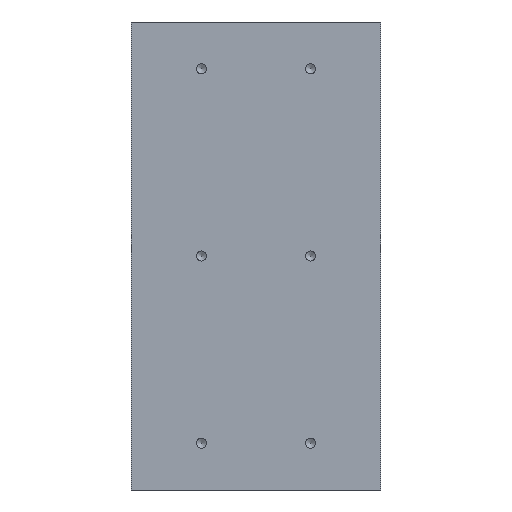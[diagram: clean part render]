
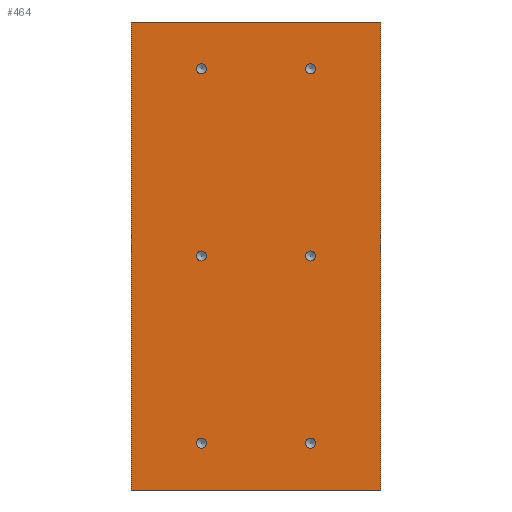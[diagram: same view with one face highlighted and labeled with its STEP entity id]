
A CAD part, front view. The second image highlights one B-rep face of the part: STEP entity #464.
In plain terms, the highlighted planar face has unit normal (0, -1, 0).
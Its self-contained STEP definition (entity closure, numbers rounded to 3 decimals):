
#464 = ADVANCED_FACE( '', ( #1156, #1157, #1158, #1159, #1160, #1161, #1162 ), #1163, .T. );
#1156 = FACE_BOUND( '', #2087, .T. );
#1157 = FACE_BOUND( '', #2088, .T. );
#1158 = FACE_BOUND( '', #2089, .T. );
#1159 = FACE_BOUND( '', #2090, .T. );
#1160 = FACE_BOUND( '', #2091, .T. );
#1161 = FACE_BOUND( '', #2092, .T. );
#1162 = FACE_OUTER_BOUND( '', #2093, .T. );
#1163 = PLANE( '', #2094 );
#2087 = EDGE_LOOP( '', ( #3446 ) );
#2088 = EDGE_LOOP( '', ( #3447 ) );
#2089 = EDGE_LOOP( '', ( #3448 ) );
#2090 = EDGE_LOOP( '', ( #3449 ) );
#2091 = EDGE_LOOP( '', ( #3450 ) );
#2092 = EDGE_LOOP( '', ( #3451 ) );
#2093 = EDGE_LOOP( '', ( #3452, #3453, #3454, #3455 ) );
#2094 = AXIS2_PLACEMENT_3D( '', #3456, #3457, #3458 );
#3446 = ORIENTED_EDGE( '', *, *, #6170, .T. );
#3447 = ORIENTED_EDGE( '', *, *, #6171, .T. );
#3448 = ORIENTED_EDGE( '', *, *, #6007, .T. );
#3449 = ORIENTED_EDGE( '', *, *, #6172, .T. );
#3450 = ORIENTED_EDGE( '', *, *, #6173, .T. );
#3451 = ORIENTED_EDGE( '', *, *, #6174, .T. );
#3452 = ORIENTED_EDGE( '', *, *, #6175, .F. );
#3453 = ORIENTED_EDGE( '', *, *, #6176, .F. );
#3454 = ORIENTED_EDGE( '', *, *, #6177, .T. );
#3455 = ORIENTED_EDGE( '', *, *, #6178, .T. );
#3456 = CARTESIAN_POINT( '', ( 177.99, 0., 300. ) );
#3457 = DIRECTION( '', ( 0., -1., 0. ) );
#3458 = DIRECTION( '', ( 1., 0., 0. ) );
#6007 = EDGE_CURVE( '', #7382, #7382, #7383, .T. );
#6170 = EDGE_CURVE( '', #7653, #7653, #7654, .T. );
#6171 = EDGE_CURVE( '', #7655, #7655, #7656, .T. );
#6172 = EDGE_CURVE( '', #7657, #7657, #7658, .T. );
#6173 = EDGE_CURVE( '', #7659, #7659, #7660, .T. );
#6174 = EDGE_CURVE( '', #7661, #7661, #7662, .T. );
#6175 = EDGE_CURVE( '', #7663, #7664, #7665, .T. );
#6176 = EDGE_CURVE( '', #7666, #7663, #7667, .T. );
#6177 = EDGE_CURVE( '', #7666, #7668, #7669, .T. );
#6178 = EDGE_CURVE( '', #7668, #7664, #7670, .T. );
#7382 = VERTEX_POINT( '', #9314 );
#7383 = CIRCLE( '', #9315, 3.25 );
#7653 = VERTEX_POINT( '', #9691 );
#7654 = CIRCLE( '', #9692, 3.25 );
#7655 = VERTEX_POINT( '', #9693 );
#7656 = CIRCLE( '', #9694, 3.25 );
#7657 = VERTEX_POINT( '', #9695 );
#7658 = CIRCLE( '', #9696, 3.25 );
#7659 = VERTEX_POINT( '', #9697 );
#7660 = CIRCLE( '', #9698, 3.25 );
#7661 = VERTEX_POINT( '', #9699 );
#7662 = CIRCLE( '', #9700, 3.25 );
#7663 = VERTEX_POINT( '', #9701 );
#7664 = VERTEX_POINT( '', #9702 );
#7665 = LINE( '', #9703, #9704 );
#7666 = VERTEX_POINT( '', #9705 );
#7667 = LINE( '', #9706, #9707 );
#7668 = VERTEX_POINT( '', #9708 );
#7669 = LINE( '', #9709, #9710 );
#7670 = LINE( '', #9711, #9712 );
#9314 = CARTESIAN_POINT( '', ( 62.99, 0., 266.75 ) );
#9315 = AXIS2_PLACEMENT_3D( '', #11482, #11483, #11484 );
#9691 = CARTESIAN_POINT( '', ( 62.99, 0., 26.75 ) );
#9692 = AXIS2_PLACEMENT_3D( '', #11669, #11670, #11671 );
#9693 = CARTESIAN_POINT( '', ( 62.99, 0., 146.75 ) );
#9694 = AXIS2_PLACEMENT_3D( '', #11672, #11673, #11674 );
#9695 = CARTESIAN_POINT( '', ( 132.99, 0., 26.75 ) );
#9696 = AXIS2_PLACEMENT_3D( '', #11675, #11676, #11677 );
#9697 = CARTESIAN_POINT( '', ( 132.99, 0., 146.75 ) );
#9698 = AXIS2_PLACEMENT_3D( '', #11678, #11679, #11680 );
#9699 = CARTESIAN_POINT( '', ( 132.99, 0., 266.75 ) );
#9700 = AXIS2_PLACEMENT_3D( '', #11681, #11682, #11683 );
#9701 = CARTESIAN_POINT( '', ( 177.99, 0., 0. ) );
#9702 = CARTESIAN_POINT( '', ( 17.99, 0., 0. ) );
#9703 = CARTESIAN_POINT( '', ( 177.99, 0., 0. ) );
#9704 = VECTOR( '', #11684, 1000. );
#9705 = CARTESIAN_POINT( '', ( 177.99, 0., 300. ) );
#9706 = CARTESIAN_POINT( '', ( 177.99, 0., 300. ) );
#9707 = VECTOR( '', #11685, 1000. );
#9708 = CARTESIAN_POINT( '', ( 17.99, 0., 300. ) );
#9709 = CARTESIAN_POINT( '', ( 177.99, 0., 300. ) );
#9710 = VECTOR( '', #11686, 1000. );
#9711 = CARTESIAN_POINT( '', ( 17.99, 0., 300. ) );
#9712 = VECTOR( '', #11687, 1000. );
#11482 = CARTESIAN_POINT( '', ( 62.99, 0., 270. ) );
#11483 = DIRECTION( '', ( 0., 1., 0. ) );
#11484 = DIRECTION( '', ( 0., 0., -1. ) );
#11669 = CARTESIAN_POINT( '', ( 62.99, 0., 30. ) );
#11670 = DIRECTION( '', ( 0., 1., 0. ) );
#11671 = DIRECTION( '', ( 0., 0., -1. ) );
#11672 = CARTESIAN_POINT( '', ( 62.99, 0., 150. ) );
#11673 = DIRECTION( '', ( 0., 1., 0. ) );
#11674 = DIRECTION( '', ( 0., 0., -1. ) );
#11675 = CARTESIAN_POINT( '', ( 132.99, 0., 30. ) );
#11676 = DIRECTION( '', ( 0., 1., 0. ) );
#11677 = DIRECTION( '', ( 0., 0., -1. ) );
#11678 = CARTESIAN_POINT( '', ( 132.99, 0., 150. ) );
#11679 = DIRECTION( '', ( 0., 1., 0. ) );
#11680 = DIRECTION( '', ( 0., 0., -1. ) );
#11681 = CARTESIAN_POINT( '', ( 132.99, 0., 270. ) );
#11682 = DIRECTION( '', ( 0., 1., 0. ) );
#11683 = DIRECTION( '', ( 0., 0., -1. ) );
#11684 = DIRECTION( '', ( -1., 0., 0. ) );
#11685 = DIRECTION( '', ( 0., 0., -1. ) );
#11686 = DIRECTION( '', ( -1., 0., 0. ) );
#11687 = DIRECTION( '', ( 0., 0., -1. ) );
